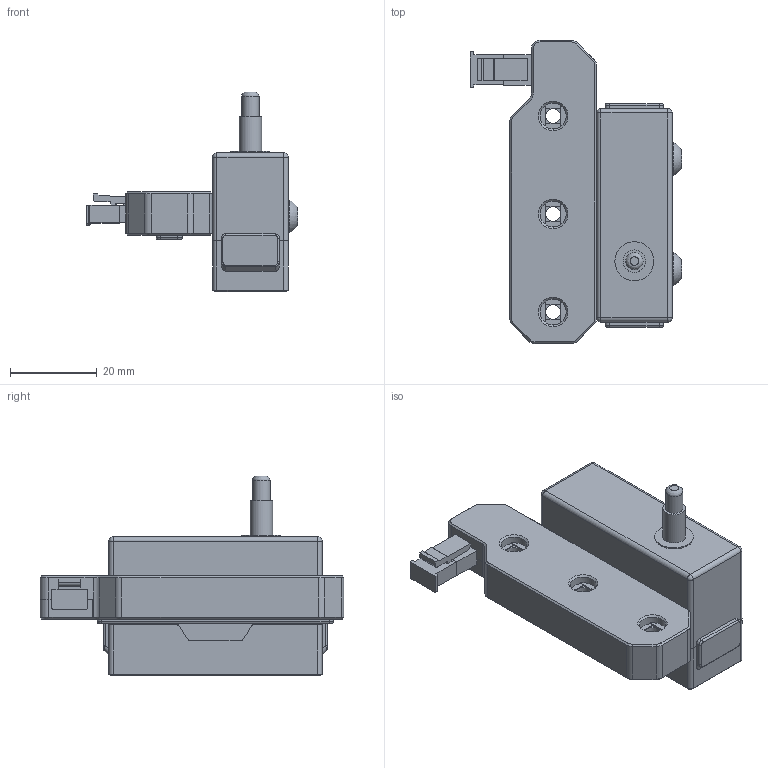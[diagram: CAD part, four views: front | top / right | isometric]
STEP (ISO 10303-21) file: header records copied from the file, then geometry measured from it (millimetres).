
FILE_DESCRIPTION(/* description */ (''),/* implementation_level */ '2;1');
FILE_NAME(/* name */ 'Custom Z Switch Bracket v17.step',/* time_stamp */ '2022-12-24T12:02:40-05:00',/* author */ (''),/* organization */ (''),/* preprocessor_version */ 'ST-DEVELOPER v19.2',/* originating_system */ 'Autodesk Translation Framework v11.17.0.187',/* authorisation */ '');
FILE_SCHEMA (('AUTOMOTIVE_DESIGN { 1 0 10303 214 3 1 1 }'));
Products named in the file (11): Custom Z Switch Bracket; Z-15HS-B; Z_15HS_B_BASE; Z_15HS_B_ACTUATOR; 90116A201_316 Stainless Steel Pan Head Phillips Screws; Bracket; M4xD6.5xL6.0; 91239A154_Button Head Hex Drive Screw; 043640-0201; 043645-0200; Cover
Assembly tree (13 placements, depth 3):
  Custom Z Switch Bracket
    Z-15HS-B
      Z_15HS_B_BASE
      90116A201_316 Stainless Steel Pan Head Phillips Screws  x2
      Z_15HS_B_ACTUATOR
    Bracket
      M4xD6.5xL6.0  x2
      91239A154_Button Head Hex Drive Screw  x2
      043640-0201
      043645-0200
    Cover
Bounding box: 48.76 x 70 x 46.1 mm (x, y, z)
Volume: 35630.3 mm3; surface area: 18879.3 mm2
Topology: 13 solids, 13 shells, 1324 faces, 3550 edges, 2280 vertices
Faces by surface type: cylinder 464, plane 401, cone 287, bspline 128, torus 32, sphere 12
Full cylindrical faces by diameter (mm): 3.091 x90, 3.4 x5, 4 x94, 4.2 x1, 4.3 x1, 5.2 x1, 5.28 x4, 5.5 x2, 6 x3, 6.2 x2, 6.6 x1, 7 x1, 7.6 x2, 8 x3, 9 x1
Entity records: 45472 total; most frequent: CARTESIAN_POINT 22641, ORIENTED_EDGE 5012, DIRECTION 4426, EDGE_CURVE 2506, AXIS2_PLACEMENT_3D 1627, VERTEX_POINT 1589, LINE 1172, VECTOR 1172
